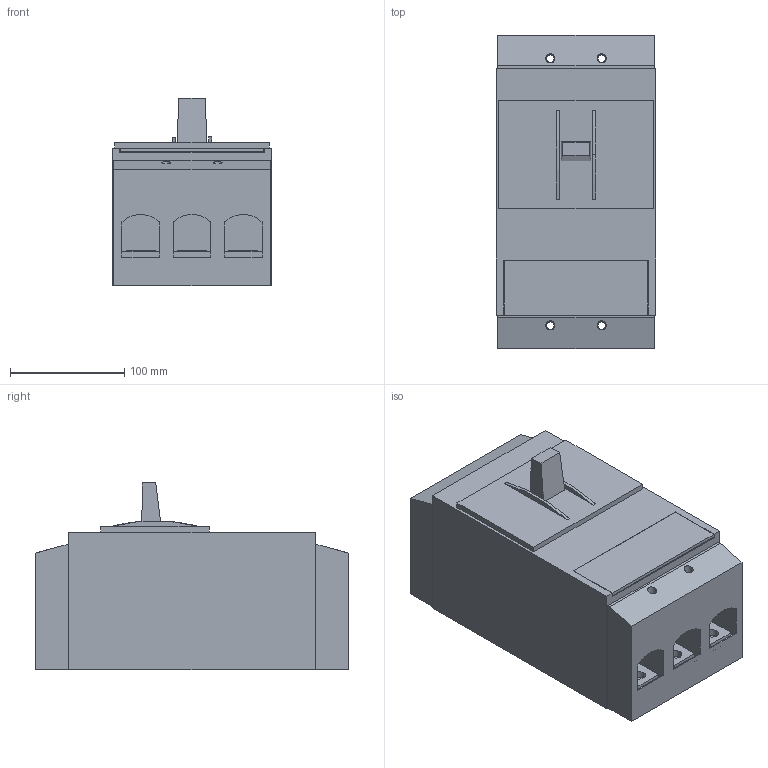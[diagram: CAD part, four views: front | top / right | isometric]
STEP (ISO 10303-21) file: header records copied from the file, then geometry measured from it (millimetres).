
FILE_DESCRIPTION (( 'STEP AP214' ), '1' );
FILE_NAME ('nzm3_3p.STEP', '2011-03-04T14:06:28', ( 'mvlk' ), ( '' ), 'SwSTEP 2.0', 'SolidWorks 2010', '' );
FILE_SCHEMA (( 'AUTOMOTIVE_DESIGN' ));
Length unit declared in the file: millimetre
Products named in the file (4): nzm3_3p_p1; nzm3_3p_p2; nzm3_3p_p3; nzm3_3p
Assembly tree (4 placements, depth 2):
  nzm3_3p
    nzm3_3p_p2  x2
    nzm3_3p_p1
    nzm3_3p_p3
Bounding box: 140 x 274.4 x 164.24 mm (x, y, z)
Volume: 4368154.8 mm3; surface area: 272820 mm2
Topology: 4 solids, 4 shells, 165 faces, 430 edges, 286 vertices
Faces by surface type: plane 122, cylinder 43
Entity records: 3848 total; most frequent: CARTESIAN_POINT 656, ORIENTED_EDGE 620, DIRECTION 616, EDGE_CURVE 310, LINE 252, VECTOR 252, VERTEX_POINT 206, AXIS2_PLACEMENT_3D 182
